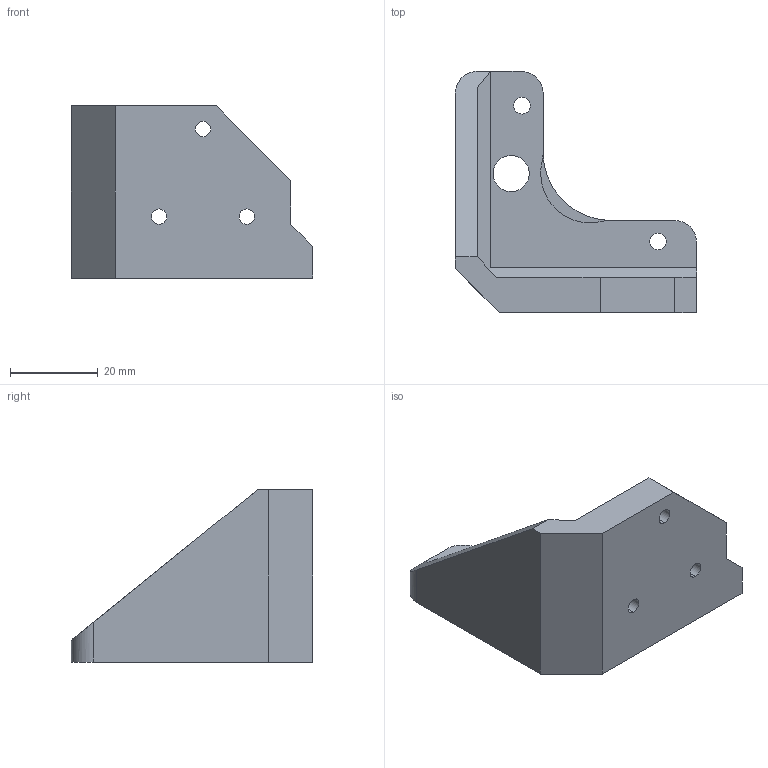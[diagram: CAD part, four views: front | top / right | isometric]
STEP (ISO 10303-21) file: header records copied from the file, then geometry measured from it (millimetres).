
FILE_DESCRIPTION (( 'STEP AP214' ), '1' );
FILE_NAME ('201 Z Axis Bottom Left.STEP', '2021-03-17T18:43:07', ( '' ), ( '' ), 'SwSTEP 2.0', 'SolidWorks 2019', '' );
FILE_SCHEMA (( 'AUTOMOTIVE_DESIGN' ));
Length unit declared in the file: millimetre
Products named in the file (1): 201 Z Axis Bottom Left
Bounding box: 55 x 55 x 39.25 mm (x, y, z)
Volume: 24296 mm3; surface area: 9909.5 mm2
Topology: 1 solids, 1 shells, 49 faces, 127 edges, 83 vertices
Faces by surface type: cylinder 26, plane 23
Entity records: 1570 total; most frequent: DIRECTION 277, CARTESIAN_POINT 263, ORIENTED_EDGE 254, EDGE_CURVE 127, AXIS2_PLACEMENT_3D 101, VERTEX_POINT 83, VECTOR 75, LINE 75
